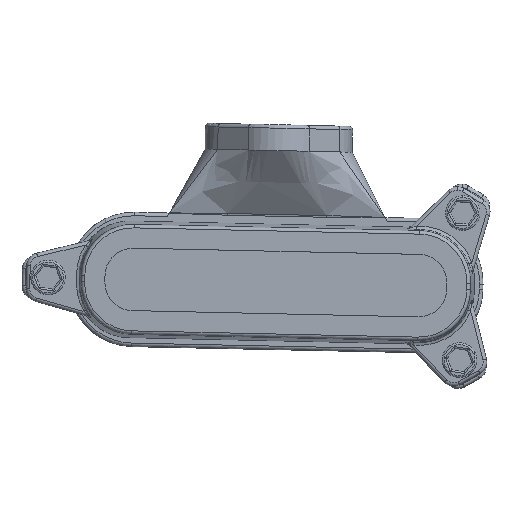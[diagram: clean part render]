
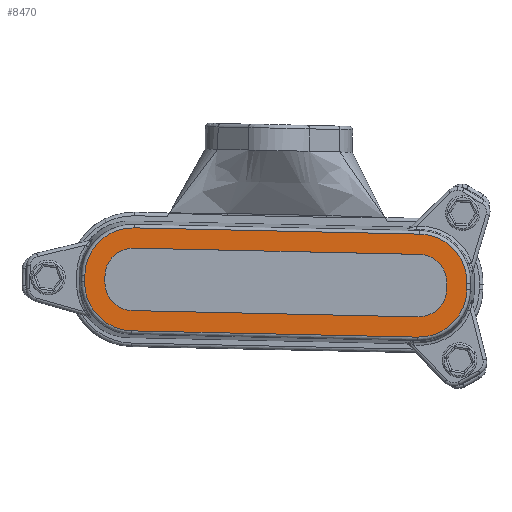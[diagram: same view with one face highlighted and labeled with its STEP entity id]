
A CAD part, top view. The second image highlights one B-rep face of the part: STEP entity #8470.
In plain terms, the highlighted face is planar.
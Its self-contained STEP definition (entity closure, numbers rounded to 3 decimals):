
#177 = PLANE ( 'NONE',  #1360 ) ;
#993 = LINE ( 'NONE', #21946, #13802 ) ;
#1187 = ORIENTED_EDGE ( 'NONE', *, *, #15964, .F. ) ;
#1201 = VERTEX_POINT ( 'NONE', #26898 ) ;
#1317 = CARTESIAN_POINT ( 'NONE',  ( 32.425, 8., 45.85 ) ) ;
#1360 = AXIS2_PLACEMENT_3D ( 'NONE', #10871, #19226, #15111 ) ;
#1500 = ORIENTED_EDGE ( 'NONE', *, *, #22021, .T. ) ;
#1631 = EDGE_CURVE ( 'NONE', #18040, #20404, #21289, .T. ) ;
#1794 = CARTESIAN_POINT ( 'NONE',  ( 21.225, 8., 57.05 ) ) ;
#1823 = DIRECTION ( 'NONE',  ( -1., 0., 0. ) ) ;
#2349 = DIRECTION ( 'NONE',  ( 0., 1., 0. ) ) ;
#2647 = FACE_OUTER_BOUND ( 'NONE', #23309, .T. ) ;
#2780 = FACE_BOUND ( 'NONE', #9698, .T. ) ;
#3035 = EDGE_CURVE ( 'NONE', #3543, #6370, #14318, .T. ) ;
#3227 = DIRECTION ( 'NONE',  ( 0., 1., 0. ) ) ;
#3264 = VERTEX_POINT ( 'NONE', #13426 ) ;
#3270 = VECTOR ( 'NONE', #1823, 1000. ) ;
#3333 = DIRECTION ( 'NONE',  ( 0., 0., -1. ) ) ;
#3540 = DIRECTION ( 'NONE',  ( 0., 0., 1. ) ) ;
#3543 = VERTEX_POINT ( 'NONE', #23821 ) ;
#3978 = CARTESIAN_POINT ( 'NONE',  ( 27.725, 8., 45.85 ) ) ;
#4024 = VECTOR ( 'NONE', #12335, 1000. ) ;
#4037 = CIRCLE ( 'NONE', #13237, 6.5 ) ;
#4226 = CARTESIAN_POINT ( 'NONE',  ( 21.225, 8., 33.15 ) ) ;
#4402 = ORIENTED_EDGE ( 'NONE', *, *, #25496, .T. ) ;
#4505 = DIRECTION ( 'NONE',  ( 1., 0., 0. ) ) ;
#4721 = VERTEX_POINT ( 'NONE', #13824 ) ;
#4742 = AXIS2_PLACEMENT_3D ( 'NONE', #20923, #20786, #18883 ) ;
#4759 = EDGE_CURVE ( 'NONE', #23401, #10404, #6937, .T. ) ;
#5405 = DIRECTION ( 'NONE',  ( 0., 0., -1. ) ) ;
#5512 = CARTESIAN_POINT ( 'NONE',  ( -45.075, 8., 45.85 ) ) ;
#6290 = AXIS2_PLACEMENT_3D ( 'NONE', #8386, #24846, #20987 ) ;
#6370 = VERTEX_POINT ( 'NONE', #26133 ) ;
#6418 = LINE ( 'NONE', #14639, #16337 ) ;
#6589 = CARTESIAN_POINT ( 'NONE',  ( 21.225, 8., 44.35 ) ) ;
#6724 = ORIENTED_EDGE ( 'NONE', *, *, #20532, .F. ) ;
#6866 = AXIS2_PLACEMENT_3D ( 'NONE', #5512, #15937, #3333 ) ;
#6937 = CIRCLE ( 'NONE', #4742, 11.2 ) ;
#8148 = VERTEX_POINT ( 'NONE', #22744 ) ;
#8173 = CARTESIAN_POINT ( 'NONE',  ( -56.275, 8., 45.85 ) ) ;
#8386 = CARTESIAN_POINT ( 'NONE',  ( 21.225, 8., 44.35 ) ) ;
#8440 = ORIENTED_EDGE ( 'NONE', *, *, #4759, .T. ) ;
#8470 = ADVANCED_FACE ( 'NONE', ( #2647, #2780 ), #177, .F. ) ;
#8771 = ORIENTED_EDGE ( 'NONE', *, *, #3035, .F. ) ;
#8799 = CARTESIAN_POINT ( 'NONE',  ( -45.075, 8., 45.85 ) ) ;
#8940 = CARTESIAN_POINT ( 'NONE',  ( 21.225, 8., 45.85 ) ) ;
#9347 = CIRCLE ( 'NONE', #6290, 11.2 ) ;
#9390 = CARTESIAN_POINT ( 'NONE',  ( -56.275, 8., 44.35 ) ) ;
#9698 = EDGE_LOOP ( 'NONE', ( #23312, #6724, #18860, #1187, #8771, #11459, #10653, #12840 ) ) ;
#10163 = CARTESIAN_POINT ( 'NONE',  ( 27.725, 8., 45.85 ) ) ;
#10228 = LINE ( 'NONE', #8173, #15267 ) ;
#10404 = VERTEX_POINT ( 'NONE', #9390 ) ;
#10413 = EDGE_CURVE ( 'NONE', #1201, #3264, #12692, .T. ) ;
#10569 = DIRECTION ( 'NONE',  ( 0., 0., -1. ) ) ;
#10594 = ORIENTED_EDGE ( 'NONE', *, *, #20166, .T. ) ;
#10653 = ORIENTED_EDGE ( 'NONE', *, *, #1631, .F. ) ;
#10871 = CARTESIAN_POINT ( 'NONE',  ( -45.075, 8., 45.85 ) ) ;
#11459 = ORIENTED_EDGE ( 'NONE', *, *, #13629, .F. ) ;
#12230 = CARTESIAN_POINT ( 'NONE',  ( 32.425, 8., 45.85 ) ) ;
#12250 = LINE ( 'NONE', #1317, #16177 ) ;
#12335 = DIRECTION ( 'NONE',  ( 0., 0., -1. ) ) ;
#12360 = CARTESIAN_POINT ( 'NONE',  ( -45.075, 8., 57.05 ) ) ;
#12363 = DIRECTION ( 'NONE',  ( -1., 0., 0. ) ) ;
#12472 = DIRECTION ( 'NONE',  ( 0., 1., 0. ) ) ;
#12495 = CARTESIAN_POINT ( 'NONE',  ( -45.075, 8., 33.15 ) ) ;
#12692 = CIRCLE ( 'NONE', #13583, 6.5 ) ;
#12755 = CARTESIAN_POINT ( 'NONE',  ( 21.225, 8., 45.85 ) ) ;
#12773 = LINE ( 'NONE', #12495, #17264 ) ;
#12840 = ORIENTED_EDGE ( 'NONE', *, *, #25849, .F. ) ;
#13115 = CARTESIAN_POINT ( 'NONE',  ( 21.225, 8., 52.35 ) ) ;
#13183 = DIRECTION ( 'NONE',  ( 0., 1., 0. ) ) ;
#13191 = VERTEX_POINT ( 'NONE', #1794 ) ;
#13213 = ORIENTED_EDGE ( 'NONE', *, *, #17475, .T. ) ;
#13237 = AXIS2_PLACEMENT_3D ( 'NONE', #8799, #21532, #25783 ) ;
#13426 = CARTESIAN_POINT ( 'NONE',  ( -51.575, 8., 44.35 ) ) ;
#13583 = AXIS2_PLACEMENT_3D ( 'NONE', #14039, #3227, #5405 ) ;
#13629 = EDGE_CURVE ( 'NONE', #20404, #3543, #14386, .T. ) ;
#13802 = VECTOR ( 'NONE', #26067, 1000. ) ;
#13824 = CARTESIAN_POINT ( 'NONE',  ( 32.425, 8., 44.35 ) ) ;
#14039 = CARTESIAN_POINT ( 'NONE',  ( -45.075, 8., 44.35 ) ) ;
#14237 = CARTESIAN_POINT ( 'NONE',  ( -51.575, 8., 45.85 ) ) ;
#14318 = CIRCLE ( 'NONE', #26146, 6.5 ) ;
#14386 = LINE ( 'NONE', #3978, #4024 ) ;
#14639 = CARTESIAN_POINT ( 'NONE',  ( -45.075, 8., 52.35 ) ) ;
#14670 = DIRECTION ( 'NONE',  ( 0., 0., 1. ) ) ;
#14689 = EDGE_CURVE ( 'NONE', #4721, #20660, #9347, .T. ) ;
#14806 = VERTEX_POINT ( 'NONE', #12360 ) ;
#14900 = ORIENTED_EDGE ( 'NONE', *, *, #14689, .T. ) ;
#15111 = DIRECTION ( 'NONE',  ( 0., 0., -1. ) ) ;
#15209 = VERTEX_POINT ( 'NONE', #16569 ) ;
#15267 = VECTOR ( 'NONE', #3540, 1000. ) ;
#15937 = DIRECTION ( 'NONE',  ( 0., 1., 0. ) ) ;
#15964 = EDGE_CURVE ( 'NONE', #6370, #1201, #17865, .T. ) ;
#16151 = EDGE_CURVE ( 'NONE', #20660, #23401, #12773, .T. ) ;
#16177 = VECTOR ( 'NONE', #22532, 1000. ) ;
#16337 = VECTOR ( 'NONE', #4505, 1000. ) ;
#16532 = CARTESIAN_POINT ( 'NONE',  ( -45.075, 8., 33.15 ) ) ;
#16569 = CARTESIAN_POINT ( 'NONE',  ( -51.575, 8., 45.85 ) ) ;
#16870 = VECTOR ( 'NONE', #24536, 1000. ) ;
#17088 = ORIENTED_EDGE ( 'NONE', *, *, #16151, .T. ) ;
#17264 = VECTOR ( 'NONE', #12363, 1000. ) ;
#17475 = EDGE_CURVE ( 'NONE', #14806, #13191, #993, .T. ) ;
#17641 = CIRCLE ( 'NONE', #22441, 11.2 ) ;
#17865 = LINE ( 'NONE', #20322, #3270 ) ;
#18040 = VERTEX_POINT ( 'NONE', #13115 ) ;
#18315 = ORIENTED_EDGE ( 'NONE', *, *, #21530, .T. ) ;
#18666 = CIRCLE ( 'NONE', #6866, 11.2 ) ;
#18773 = VERTEX_POINT ( 'NONE', #22991 ) ;
#18860 = ORIENTED_EDGE ( 'NONE', *, *, #10413, .F. ) ;
#18883 = DIRECTION ( 'NONE',  ( 0., 0., -1. ) ) ;
#19226 = DIRECTION ( 'NONE',  ( 0., -1., 0. ) ) ;
#19402 = VERTEX_POINT ( 'NONE', #12230 ) ;
#20166 = EDGE_CURVE ( 'NONE', #8148, #14806, #18666, .T. ) ;
#20322 = CARTESIAN_POINT ( 'NONE',  ( -45.075, 8., 37.85 ) ) ;
#20404 = VERTEX_POINT ( 'NONE', #10163 ) ;
#20532 = EDGE_CURVE ( 'NONE', #3264, #15209, #24399, .T. ) ;
#20660 = VERTEX_POINT ( 'NONE', #4226 ) ;
#20786 = DIRECTION ( 'NONE',  ( 0., 1., 0. ) ) ;
#20923 = CARTESIAN_POINT ( 'NONE',  ( -45.075, 8., 44.35 ) ) ;
#20987 = DIRECTION ( 'NONE',  ( 0., 0., -1. ) ) ;
#21289 = CIRCLE ( 'NONE', #21732, 6.5 ) ;
#21407 = DIRECTION ( 'NONE',  ( 0., 0., -1. ) ) ;
#21530 = EDGE_CURVE ( 'NONE', #10404, #8148, #10228, .T. ) ;
#21532 = DIRECTION ( 'NONE',  ( 0., 1., 0. ) ) ;
#21732 = AXIS2_PLACEMENT_3D ( 'NONE', #8940, #13183, #21407 ) ;
#21946 = CARTESIAN_POINT ( 'NONE',  ( -45.075, 8., 57.05 ) ) ;
#22021 = EDGE_CURVE ( 'NONE', #19402, #4721, #12250, .T. ) ;
#22441 = AXIS2_PLACEMENT_3D ( 'NONE', #12755, #2349, #10569 ) ;
#22532 = DIRECTION ( 'NONE',  ( 0., 0., -1. ) ) ;
#22744 = CARTESIAN_POINT ( 'NONE',  ( -56.275, 8., 45.85 ) ) ;
#22991 = CARTESIAN_POINT ( 'NONE',  ( -45.075, 8., 52.35 ) ) ;
#23309 = EDGE_LOOP ( 'NONE', ( #8440, #18315, #10594, #13213, #4402, #1500, #14900, #17088 ) ) ;
#23312 = ORIENTED_EDGE ( 'NONE', *, *, #24568, .F. ) ;
#23401 = VERTEX_POINT ( 'NONE', #16532 ) ;
#23821 = CARTESIAN_POINT ( 'NONE',  ( 27.725, 8., 44.35 ) ) ;
#24399 = LINE ( 'NONE', #14237, #16870 ) ;
#24536 = DIRECTION ( 'NONE',  ( 0., 0., 1. ) ) ;
#24568 = EDGE_CURVE ( 'NONE', #15209, #18773, #4037, .T. ) ;
#24846 = DIRECTION ( 'NONE',  ( 0., 1., 0. ) ) ;
#25496 = EDGE_CURVE ( 'NONE', #13191, #19402, #17641, .T. ) ;
#25783 = DIRECTION ( 'NONE',  ( 0., 0., -1. ) ) ;
#25849 = EDGE_CURVE ( 'NONE', #18773, #18040, #6418, .T. ) ;
#26067 = DIRECTION ( 'NONE',  ( 1., 0., 0. ) ) ;
#26133 = CARTESIAN_POINT ( 'NONE',  ( 21.225, 8., 37.85 ) ) ;
#26146 = AXIS2_PLACEMENT_3D ( 'NONE', #6589, #12472, #14670 ) ;
#26898 = CARTESIAN_POINT ( 'NONE',  ( -45.075, 8., 37.85 ) ) ;
